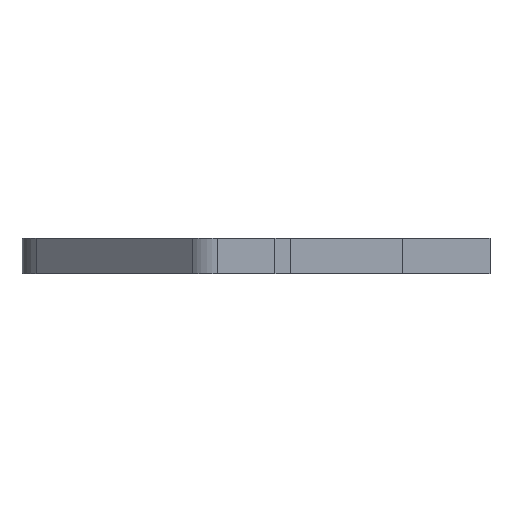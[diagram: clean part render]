
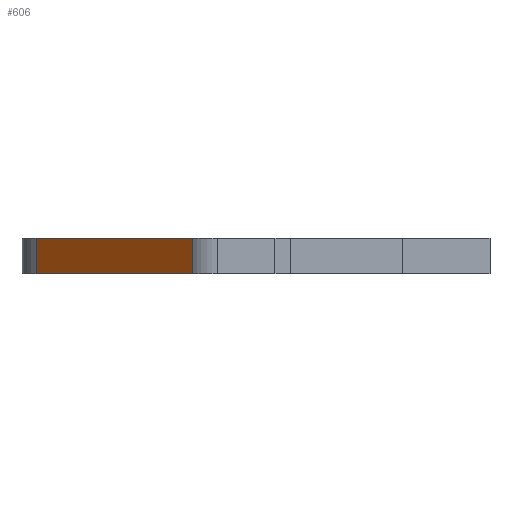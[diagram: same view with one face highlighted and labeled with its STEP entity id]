
A CAD part, front view. The second image highlights one B-rep face of the part: STEP entity #606.
In plain terms, the highlighted face is planar.
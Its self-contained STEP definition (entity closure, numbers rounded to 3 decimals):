
#18 = DIRECTION ( 'NONE',  ( 0.704, 0.71, 0. ) ) ;
#56 = VECTOR ( 'NONE', #1752, 1000. ) ;
#491 = CARTESIAN_POINT ( 'NONE',  ( 62.316, 15.523, -8. ) ) ;
#514 = CARTESIAN_POINT ( 'NONE',  ( 62.316, 15.523, -8. ) ) ;
#606 = ADVANCED_FACE ( 'NONE', ( #1066 ), #1447, .T. ) ;
#638 = DIRECTION ( 'NONE',  ( 0.704, 0.71, 0. ) ) ;
#723 = VERTEX_POINT ( 'NONE', #1920 ) ;
#804 = ORIENTED_EDGE ( 'NONE', *, *, #2252, .T. ) ;
#812 = VECTOR ( 'NONE', #2497, 1000. ) ;
#813 = CARTESIAN_POINT ( 'NONE',  ( 65.508, 18.74, -8. ) ) ;
#994 = VECTOR ( 'NONE', #18, 1000. ) ;
#1026 = EDGE_CURVE ( 'NONE', #1787, #2214, #2146, .T. ) ;
#1066 = FACE_OUTER_BOUND ( 'NONE', #2154, .T. ) ;
#1172 = EDGE_CURVE ( 'NONE', #1522, #2214, #2336, .T. ) ;
#1222 = CARTESIAN_POINT ( 'NONE',  ( 26.93, -20.135, 0. ) ) ;
#1231 = DIRECTION ( 'NONE',  ( 0.71, -0.704, 0. ) ) ;
#1349 = CARTESIAN_POINT ( 'NONE',  ( 62.316, 15.523, 0. ) ) ;
#1441 = LINE ( 'NONE', #813, #994 ) ;
#1447 = PLANE ( 'NONE',  #2538 ) ;
#1522 = VERTEX_POINT ( 'NONE', #1222 ) ;
#1598 = LINE ( 'NONE', #2369, #56 ) ;
#1752 = DIRECTION ( 'NONE',  ( 0., 0., -1. ) ) ;
#1787 = VERTEX_POINT ( 'NONE', #514 ) ;
#1920 = CARTESIAN_POINT ( 'NONE',  ( 26.93, -20.135, -8. ) ) ;
#1963 = CARTESIAN_POINT ( 'NONE',  ( 65.508, 18.74, 0. ) ) ;
#2046 = ORIENTED_EDGE ( 'NONE', *, *, #1026, .T. ) ;
#2054 = CARTESIAN_POINT ( 'NONE',  ( 65.508, 18.74, -8. ) ) ;
#2146 = LINE ( 'NONE', #491, #812 ) ;
#2154 = EDGE_LOOP ( 'NONE', ( #2323, #2278, #804, #2046 ) ) ;
#2178 = DIRECTION ( 'NONE',  ( 0.704, 0.71, 0. ) ) ;
#2214 = VERTEX_POINT ( 'NONE', #1349 ) ;
#2224 = EDGE_CURVE ( 'NONE', #1522, #723, #1598, .T. ) ;
#2252 = EDGE_CURVE ( 'NONE', #723, #1787, #1441, .T. ) ;
#2278 = ORIENTED_EDGE ( 'NONE', *, *, #2224, .T. ) ;
#2323 = ORIENTED_EDGE ( 'NONE', *, *, #1172, .F. ) ;
#2336 = LINE ( 'NONE', #1963, #2524 ) ;
#2369 = CARTESIAN_POINT ( 'NONE',  ( 26.93, -20.135, -8. ) ) ;
#2497 = DIRECTION ( 'NONE',  ( 0., 0., 1. ) ) ;
#2524 = VECTOR ( 'NONE', #2178, 1000. ) ;
#2538 = AXIS2_PLACEMENT_3D ( 'NONE', #2054, #1231, #638 ) ;
